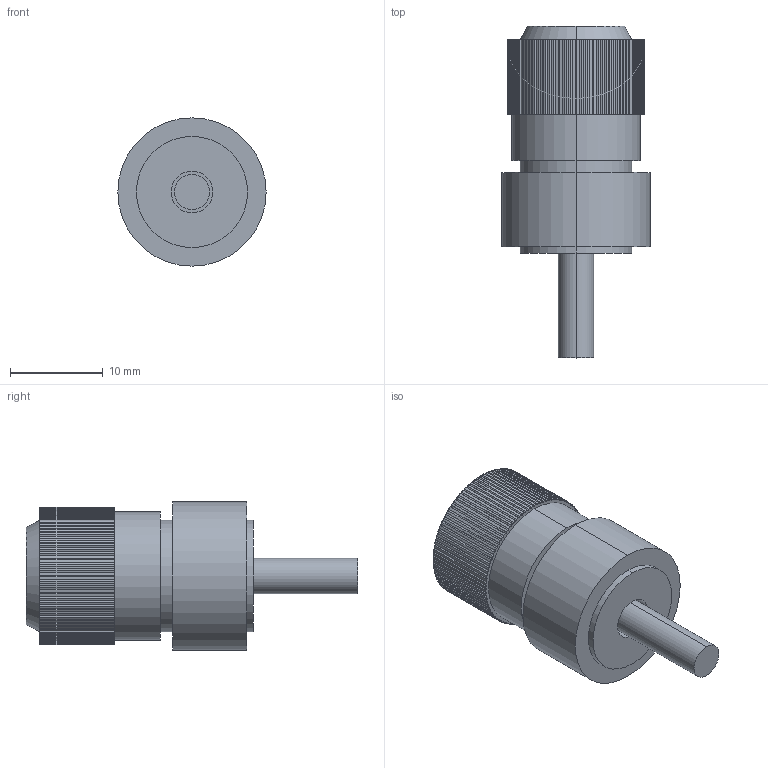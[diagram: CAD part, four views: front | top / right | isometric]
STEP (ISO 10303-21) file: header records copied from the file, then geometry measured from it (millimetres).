
FILE_DESCRIPTION (( 'STEP AP214' ), '1' );
FILE_NAME ('Conector Banana Socket 1P Rojo.step', '2025-07-18T03:25:37', ( '' ), ( '' ), 'SwSTEP 2.0', 'SolidWorks 2018', '' );
FILE_SCHEMA (( 'AUTOMOTIVE_DESIGN' ));
Length unit declared in the file: millimetre
Products named in the file (1): Conector Banana Socket 1P Rojo
Bounding box: 16 x 35.8 x 16 mm (x, y, z)
Volume: 3863.9 mm3; surface area: 2651.4 mm2
Topology: 1 solids, 1 shells, 281 faces, 807 edges, 538 vertices
Faces by surface type: cylinder 267, plane 12, cone 2
Entity records: 9771 total; most frequent: DIRECTION 1909, CARTESIAN_POINT 1627, ORIENTED_EDGE 1614, AXIS2_PLACEMENT_3D 820, EDGE_CURVE 807, CIRCLE 538, VERTEX_POINT 538, EDGE_LOOP 291
